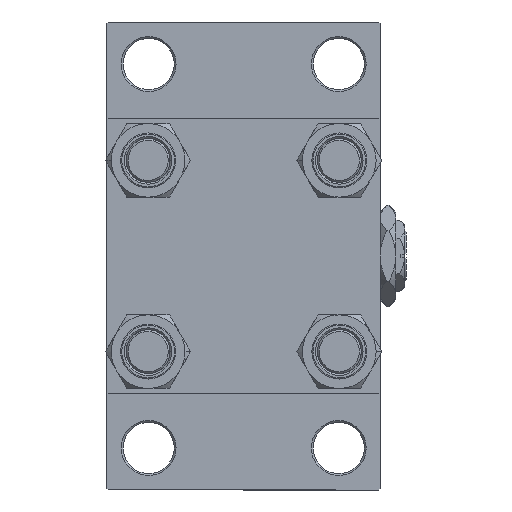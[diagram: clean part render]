
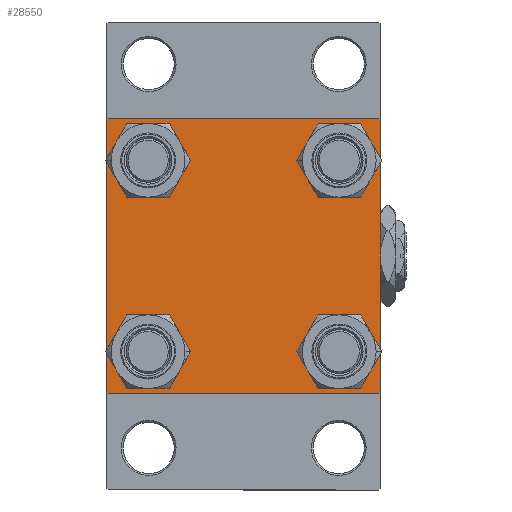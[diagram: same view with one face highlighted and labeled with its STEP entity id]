
A CAD part, left-side view. The second image highlights one B-rep face of the part: STEP entity #28550.
In plain terms, the highlighted planar face has unit normal (-1, 0, 0).
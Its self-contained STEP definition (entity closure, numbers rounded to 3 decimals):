
#239 = VECTOR ( 'NONE', #44525, 1000. ) ;
#425 = CIRCLE ( 'NONE', #46429, 6.5 ) ;
#528 = ORIENTED_EDGE ( 'NONE', *, *, #26359, .T. ) ;
#812 = DIRECTION ( 'NONE',  ( 0., 0., 1. ) ) ;
#950 = CARTESIAN_POINT ( 'NONE',  ( 0., -26.15, -32.65 ) ) ;
#986 = CARTESIAN_POINT ( 'NONE',  ( 0., 26.15, 26.15 ) ) ;
#1013 = CARTESIAN_POINT ( 'NONE',  ( 0., 26.15, -26.15 ) ) ;
#1109 = CIRCLE ( 'NONE', #25248, 6.5 ) ;
#1321 = CARTESIAN_POINT ( 'NONE',  ( 0., -26.15, -26.15 ) ) ;
#1720 = CARTESIAN_POINT ( 'NONE',  ( 0., 37.5, 37. ) ) ;
#2124 = CARTESIAN_POINT ( 'NONE',  ( 0., -26.15, 19.65 ) ) ;
#2614 = VECTOR ( 'NONE', #47951, 1000. ) ;
#2879 = CARTESIAN_POINT ( 'NONE',  ( 0., -37., -37.5 ) ) ;
#2901 = EDGE_LOOP ( 'NONE', ( #48929, #44195 ) ) ;
#3046 = VERTEX_POINT ( 'NONE', #7390 ) ;
#3072 = CARTESIAN_POINT ( 'NONE',  ( 0., -37.5, 37. ) ) ;
#3151 = ORIENTED_EDGE ( 'NONE', *, *, #27100, .T. ) ;
#3528 = ORIENTED_EDGE ( 'NONE', *, *, #12836, .T. ) ;
#3728 = VERTEX_POINT ( 'NONE', #29624 ) ;
#3969 = DIRECTION ( 'NONE',  ( 0., 0., 1. ) ) ;
#4283 = DIRECTION ( 'NONE',  ( 1., 0., 0. ) ) ;
#4963 = VERTEX_POINT ( 'NONE', #10017 ) ;
#5704 = DIRECTION ( 'NONE',  ( 0., 0., 1. ) ) ;
#6703 = ORIENTED_EDGE ( 'NONE', *, *, #41634, .T. ) ;
#7232 = LINE ( 'NONE', #10752, #17126 ) ;
#7390 = CARTESIAN_POINT ( 'NONE',  ( 0., -37., 37.5 ) ) ;
#7528 = AXIS2_PLACEMENT_3D ( 'NONE', #1013, #43435, #39643 ) ;
#8252 = LINE ( 'NONE', #39063, #44542 ) ;
#9955 = DIRECTION ( 'NONE',  ( 1., 0., 0. ) ) ;
#10017 = CARTESIAN_POINT ( 'NONE',  ( 0., 37.5, -37. ) ) ;
#10091 = EDGE_CURVE ( 'NONE', #26973, #3046, #21028, .T. ) ;
#10752 = CARTESIAN_POINT ( 'NONE',  ( 0., 37.5, -37.5 ) ) ;
#11358 = ORIENTED_EDGE ( 'NONE', *, *, #28382, .T. ) ;
#11553 = CIRCLE ( 'NONE', #7528, 6.5 ) ;
#12049 = VECTOR ( 'NONE', #12070, 1000. ) ;
#12070 = DIRECTION ( 'NONE',  ( 0., -0.707, 0.707 ) ) ;
#12167 = FACE_OUTER_BOUND ( 'NONE', #48093, .T. ) ;
#12398 = ORIENTED_EDGE ( 'NONE', *, *, #29323, .T. ) ;
#12406 = CARTESIAN_POINT ( 'NONE',  ( 0., -26.15, 32.65 ) ) ;
#12557 = AXIS2_PLACEMENT_3D ( 'NONE', #46257, #24223, #39661 ) ;
#12836 = EDGE_CURVE ( 'NONE', #38934, #14333, #47260, .T. ) ;
#13142 = ORIENTED_EDGE ( 'NONE', *, *, #40268, .T. ) ;
#13517 = DIRECTION ( 'NONE',  ( 0., 0., -1. ) ) ;
#13700 = EDGE_LOOP ( 'NONE', ( #528, #12398 ) ) ;
#13998 = DIRECTION ( 'NONE',  ( 0., 0.707, 0.707 ) ) ;
#14240 = VECTOR ( 'NONE', #13998, 1000. ) ;
#14271 = CARTESIAN_POINT ( 'NONE',  ( 0., -26.15, -19.65 ) ) ;
#14320 = LINE ( 'NONE', #37540, #2614 ) ;
#14333 = VERTEX_POINT ( 'NONE', #12406 ) ;
#14352 = CIRCLE ( 'NONE', #45003, 6.5 ) ;
#15961 = DIRECTION ( 'NONE',  ( -1., 0., 0. ) ) ;
#16707 = DIRECTION ( 'NONE',  ( 1., 0., 0. ) ) ;
#17000 = CARTESIAN_POINT ( 'NONE',  ( 0., 37.25, 37.25 ) ) ;
#17040 = LINE ( 'NONE', #32676, #14240 ) ;
#17126 = VECTOR ( 'NONE', #22846, 1000. ) ;
#18338 = CARTESIAN_POINT ( 'NONE',  ( 0., 37., 37.5 ) ) ;
#19186 = ORIENTED_EDGE ( 'NONE', *, *, #30454, .T. ) ;
#19478 = FACE_BOUND ( 'NONE', #2901, .T. ) ;
#19664 = DIRECTION ( 'NONE',  ( 0., 0., 1. ) ) ;
#19676 = CARTESIAN_POINT ( 'NONE',  ( 0., 37., -37.5 ) ) ;
#19852 = CARTESIAN_POINT ( 'NONE',  ( 0., -37.5, -37. ) ) ;
#19895 = CIRCLE ( 'NONE', #43278, 6.5 ) ;
#19979 = FACE_BOUND ( 'NONE', #13700, .T. ) ;
#20108 = ORIENTED_EDGE ( 'NONE', *, *, #26891, .F. ) ;
#20580 = DIRECTION ( 'NONE',  ( 0., -0.707, -0.707 ) ) ;
#21028 = LINE ( 'NONE', #32644, #40041 ) ;
#21162 = ORIENTED_EDGE ( 'NONE', *, *, #10091, .F. ) ;
#21406 = CARTESIAN_POINT ( 'NONE',  ( 0., -26.15, 26.15 ) ) ;
#22690 = CIRCLE ( 'NONE', #47736, 6.5 ) ;
#22751 = VERTEX_POINT ( 'NONE', #41327 ) ;
#22846 = DIRECTION ( 'NONE',  ( 0., -1., 0. ) ) ;
#24011 = FACE_BOUND ( 'NONE', #24335, .T. ) ;
#24223 = DIRECTION ( 'NONE',  ( 1., 0., 0. ) ) ;
#24335 = EDGE_LOOP ( 'NONE', ( #33947, #13142 ) ) ;
#25248 = AXIS2_PLACEMENT_3D ( 'NONE', #21406, #32299, #32538 ) ;
#26359 = EDGE_CURVE ( 'NONE', #42431, #22751, #22690, .T. ) ;
#26767 = ORIENTED_EDGE ( 'NONE', *, *, #49610, .T. ) ;
#26891 = EDGE_CURVE ( 'NONE', #37305, #27972, #14320, .T. ) ;
#26973 = VERTEX_POINT ( 'NONE', #18338 ) ;
#27100 = EDGE_CURVE ( 'NONE', #4963, #28789, #8252, .T. ) ;
#27972 = VERTEX_POINT ( 'NONE', #19852 ) ;
#28039 = VERTEX_POINT ( 'NONE', #14271 ) ;
#28382 = EDGE_CURVE ( 'NONE', #26973, #40610, #48824, .T. ) ;
#28550 = ADVANCED_FACE ( 'NONE', ( #35145, #24011, #19979, #19478, #12167 ), #35892, .T. ) ;
#28789 = VERTEX_POINT ( 'NONE', #19676 ) ;
#29323 = EDGE_CURVE ( 'NONE', #22751, #42431, #11553, .T. ) ;
#29624 = CARTESIAN_POINT ( 'NONE',  ( 0., 26.15, 19.65 ) ) ;
#30235 = ORIENTED_EDGE ( 'NONE', *, *, #40970, .T. ) ;
#30454 = EDGE_CURVE ( 'NONE', #14333, #38934, #1109, .T. ) ;
#30910 = EDGE_CURVE ( 'NONE', #28789, #41090, #7232, .T. ) ;
#31273 = CARTESIAN_POINT ( 'NONE',  ( 0., 26.15, -19.65 ) ) ;
#32101 = DIRECTION ( 'NONE',  ( 0., 0., 1. ) ) ;
#32299 = DIRECTION ( 'NONE',  ( 1., 0., 0. ) ) ;
#32310 = DIRECTION ( 'NONE',  ( 1., 0., 0. ) ) ;
#32538 = DIRECTION ( 'NONE',  ( 0., 0., 1. ) ) ;
#32644 = CARTESIAN_POINT ( 'NONE',  ( 0., 37.5, 37.5 ) ) ;
#32676 = CARTESIAN_POINT ( 'NONE',  ( 0., -37.25, 37.25 ) ) ;
#33171 = LINE ( 'NONE', #36489, #36058 ) ;
#33734 = CARTESIAN_POINT ( 'NONE',  ( 0., 26.15, 32.65 ) ) ;
#33947 = ORIENTED_EDGE ( 'NONE', *, *, #47006, .T. ) ;
#34241 = DIRECTION ( 'NONE',  ( 1., 0., 0. ) ) ;
#34277 = LINE ( 'NONE', #49970, #12049 ) ;
#34544 = VERTEX_POINT ( 'NONE', #950 ) ;
#35145 = FACE_BOUND ( 'NONE', #45570, .T. ) ;
#35892 = PLANE ( 'NONE',  #36493 ) ;
#36058 = VECTOR ( 'NONE', #13517, 1000. ) ;
#36489 = CARTESIAN_POINT ( 'NONE',  ( 0., 37.5, 37.5 ) ) ;
#36493 = AXIS2_PLACEMENT_3D ( 'NONE', #39447, #15961, #812 ) ;
#37305 = VERTEX_POINT ( 'NONE', #3072 ) ;
#37537 = EDGE_CURVE ( 'NONE', #41414, #3728, #425, .T. ) ;
#37540 = CARTESIAN_POINT ( 'NONE',  ( 0., -37.5, 37.5 ) ) ;
#37794 = CARTESIAN_POINT ( 'NONE',  ( 0., 26.15, 26.15 ) ) ;
#38934 = VERTEX_POINT ( 'NONE', #2124 ) ;
#39063 = CARTESIAN_POINT ( 'NONE',  ( 0., 37.25, -37.25 ) ) ;
#39447 = CARTESIAN_POINT ( 'NONE',  ( 0., 0., 0. ) ) ;
#39643 = DIRECTION ( 'NONE',  ( 0., 0., 1. ) ) ;
#39661 = DIRECTION ( 'NONE',  ( 0., 0., 1. ) ) ;
#40041 = VECTOR ( 'NONE', #48091, 1000. ) ;
#40268 = EDGE_CURVE ( 'NONE', #34544, #28039, #19895, .T. ) ;
#40610 = VERTEX_POINT ( 'NONE', #1720 ) ;
#40970 = EDGE_CURVE ( 'NONE', #37305, #3046, #17040, .T. ) ;
#41090 = VERTEX_POINT ( 'NONE', #2879 ) ;
#41327 = CARTESIAN_POINT ( 'NONE',  ( 0., 26.15, -32.65 ) ) ;
#41414 = VERTEX_POINT ( 'NONE', #33734 ) ;
#41634 = EDGE_CURVE ( 'NONE', #40610, #4963, #33171, .T. ) ;
#42431 = VERTEX_POINT ( 'NONE', #31273 ) ;
#42630 = AXIS2_PLACEMENT_3D ( 'NONE', #1321, #16707, #32101 ) ;
#43206 = CARTESIAN_POINT ( 'NONE',  ( 0., -26.15, -26.15 ) ) ;
#43278 = AXIS2_PLACEMENT_3D ( 'NONE', #43206, #32310, #43949 ) ;
#43435 = DIRECTION ( 'NONE',  ( 1., 0., 0. ) ) ;
#43535 = EDGE_CURVE ( 'NONE', #3728, #41414, #14352, .T. ) ;
#43949 = DIRECTION ( 'NONE',  ( 0., 0., 1. ) ) ;
#44195 = ORIENTED_EDGE ( 'NONE', *, *, #43535, .T. ) ;
#44525 = DIRECTION ( 'NONE',  ( 0., 0.707, -0.707 ) ) ;
#44542 = VECTOR ( 'NONE', #20580, 1000. ) ;
#45003 = AXIS2_PLACEMENT_3D ( 'NONE', #37794, #34241, #3969 ) ;
#45570 = EDGE_LOOP ( 'NONE', ( #19186, #3528 ) ) ;
#46257 = CARTESIAN_POINT ( 'NONE',  ( 0., -26.15, 26.15 ) ) ;
#46429 = AXIS2_PLACEMENT_3D ( 'NONE', #986, #4283, #19664 ) ;
#47006 = EDGE_CURVE ( 'NONE', #28039, #34544, #49840, .T. ) ;
#47260 = CIRCLE ( 'NONE', #12557, 6.5 ) ;
#47636 = CARTESIAN_POINT ( 'NONE',  ( 0., 26.15, -26.15 ) ) ;
#47736 = AXIS2_PLACEMENT_3D ( 'NONE', #47636, #9955, #5704 ) ;
#47951 = DIRECTION ( 'NONE',  ( 0., 0., -1. ) ) ;
#48091 = DIRECTION ( 'NONE',  ( 0., -1., 0. ) ) ;
#48093 = EDGE_LOOP ( 'NONE', ( #6703, #3151, #49256, #26767, #20108, #30235, #21162, #11358 ) ) ;
#48824 = LINE ( 'NONE', #17000, #239 ) ;
#48929 = ORIENTED_EDGE ( 'NONE', *, *, #37537, .T. ) ;
#49256 = ORIENTED_EDGE ( 'NONE', *, *, #30910, .T. ) ;
#49610 = EDGE_CURVE ( 'NONE', #41090, #27972, #34277, .T. ) ;
#49840 = CIRCLE ( 'NONE', #42630, 6.5 ) ;
#49970 = CARTESIAN_POINT ( 'NONE',  ( 0., -37.25, -37.25 ) ) ;
